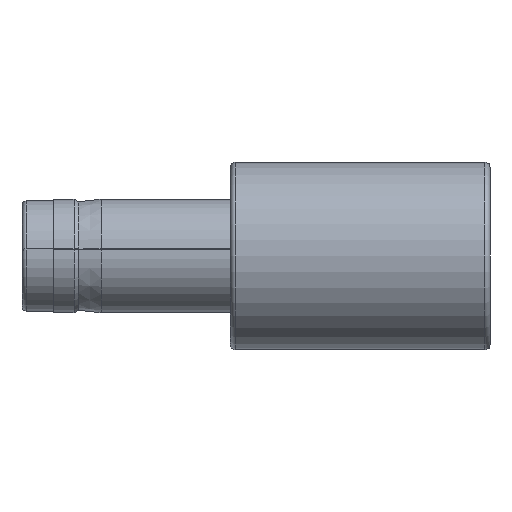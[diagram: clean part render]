
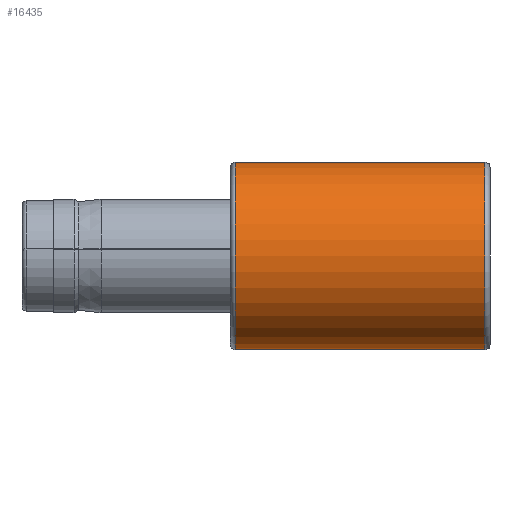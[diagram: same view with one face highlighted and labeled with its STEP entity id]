
A CAD part, left-side view. The second image highlights one B-rep face of the part: STEP entity #16435.
In plain terms, the highlighted cylindrical face has radius 4.5 mm (diameter 9 mm), a partial arc.
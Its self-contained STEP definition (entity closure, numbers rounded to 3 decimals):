
#6 = EDGE_CURVE ( 'NONE', #18491, #7667, #6382, .T. ) ;
#828 = CARTESIAN_POINT ( 'NONE',  ( 4.5, 0., 7. ) ) ;
#1100 = DIRECTION ( 'NONE',  ( 0., 0., -1. ) ) ;
#1942 = DIRECTION ( 'NONE',  ( 1., 0., 0. ) ) ;
#2051 = CYLINDRICAL_SURFACE ( 'NONE', #4675, 4.5 ) ;
#2661 = ORIENTED_EDGE ( 'NONE', *, *, #28832, .T. ) ;
#3106 = DIRECTION ( 'NONE',  ( 0., 0., -1. ) ) ;
#3789 = EDGE_CURVE ( 'NONE', #8859, #4624, #15493, .T. ) ;
#4323 = DIRECTION ( 'NONE',  ( 0., 0., -1. ) ) ;
#4624 = VERTEX_POINT ( 'NONE', #27537 ) ;
#4675 = AXIS2_PLACEMENT_3D ( 'NONE', #6903, #9299, #11903 ) ;
#5360 = AXIS2_PLACEMENT_3D ( 'NONE', #14540, #12118, #1942 ) ;
#5489 = VERTEX_POINT ( 'NONE', #13993 ) ;
#6053 = EDGE_CURVE ( 'NONE', #7667, #11561, #13452, .T. ) ;
#6382 = LINE ( 'NONE', #13819, #18324 ) ;
#6903 = CARTESIAN_POINT ( 'NONE',  ( 0., 0., 12.5 ) ) ;
#7400 = CARTESIAN_POINT ( 'NONE',  ( -4.5, 0., 7. ) ) ;
#7667 = VERTEX_POINT ( 'NONE', #28709 ) ;
#8314 = VECTOR ( 'NONE', #3106, 1000. ) ;
#8419 = EDGE_CURVE ( 'NONE', #18491, #8859, #19279, .T. ) ;
#8618 = DIRECTION ( 'NONE',  ( 1., 0., 0. ) ) ;
#8859 = VERTEX_POINT ( 'NONE', #17712 ) ;
#9299 = DIRECTION ( 'NONE',  ( 0., 0., -1. ) ) ;
#9751 = CARTESIAN_POINT ( 'NONE',  ( 4.5, 0., 0.25 ) ) ;
#11192 = ORIENTED_EDGE ( 'NONE', *, *, #3789, .T. ) ;
#11561 = VERTEX_POINT ( 'NONE', #9751 ) ;
#11903 = DIRECTION ( 'NONE',  ( -1., 0., 0. ) ) ;
#12118 = DIRECTION ( 'NONE',  ( 0., 0., -1. ) ) ;
#13452 = LINE ( 'NONE', #828, #8314 ) ;
#13819 = CARTESIAN_POINT ( 'NONE',  ( 4.5, 0., 12.5 ) ) ;
#13993 = CARTESIAN_POINT ( 'NONE',  ( -4.5, 0., 0.25 ) ) ;
#14167 = FACE_OUTER_BOUND ( 'NONE', #17414, .T. ) ;
#14540 = CARTESIAN_POINT ( 'NONE',  ( 0., 0., 12.25 ) ) ;
#15387 = VECTOR ( 'NONE', #1100, 1000. ) ;
#15493 = LINE ( 'NONE', #28393, #15387 ) ;
#16435 = ADVANCED_FACE ( 'NONE', ( #14167 ), #2051, .T. ) ;
#17414 = EDGE_LOOP ( 'NONE', ( #31839, #22940, #11192, #2661, #18143, #26112 ) ) ;
#17712 = CARTESIAN_POINT ( 'NONE',  ( -4.5, 0., 12.25 ) ) ;
#18143 = ORIENTED_EDGE ( 'NONE', *, *, #25142, .T. ) ;
#18150 = CARTESIAN_POINT ( 'NONE',  ( 0., 0., 0.25 ) ) ;
#18324 = VECTOR ( 'NONE', #26080, 1000. ) ;
#18491 = VERTEX_POINT ( 'NONE', #27923 ) ;
#19054 = VECTOR ( 'NONE', #4323, 1000. ) ;
#19279 = CIRCLE ( 'NONE', #5360, 4.5 ) ;
#21118 = LINE ( 'NONE', #7400, #19054 ) ;
#22548 = AXIS2_PLACEMENT_3D ( 'NONE', #18150, #23017, #8618 ) ;
#22940 = ORIENTED_EDGE ( 'NONE', *, *, #8419, .T. ) ;
#23017 = DIRECTION ( 'NONE',  ( 0., 0., 1. ) ) ;
#25142 = EDGE_CURVE ( 'NONE', #5489, #11561, #28222, .T. ) ;
#26080 = DIRECTION ( 'NONE',  ( 0., 0., -1. ) ) ;
#26112 = ORIENTED_EDGE ( 'NONE', *, *, #6053, .F. ) ;
#27537 = CARTESIAN_POINT ( 'NONE',  ( -4.5, 0., 6.75 ) ) ;
#27923 = CARTESIAN_POINT ( 'NONE',  ( 4.5, 0., 12.25 ) ) ;
#28222 = CIRCLE ( 'NONE', #22548, 4.5 ) ;
#28393 = CARTESIAN_POINT ( 'NONE',  ( -4.5, 0., 12.5 ) ) ;
#28709 = CARTESIAN_POINT ( 'NONE',  ( 4.5, 0., 6.75 ) ) ;
#28832 = EDGE_CURVE ( 'NONE', #4624, #5489, #21118, .T. ) ;
#31839 = ORIENTED_EDGE ( 'NONE', *, *, #6, .F. ) ;
